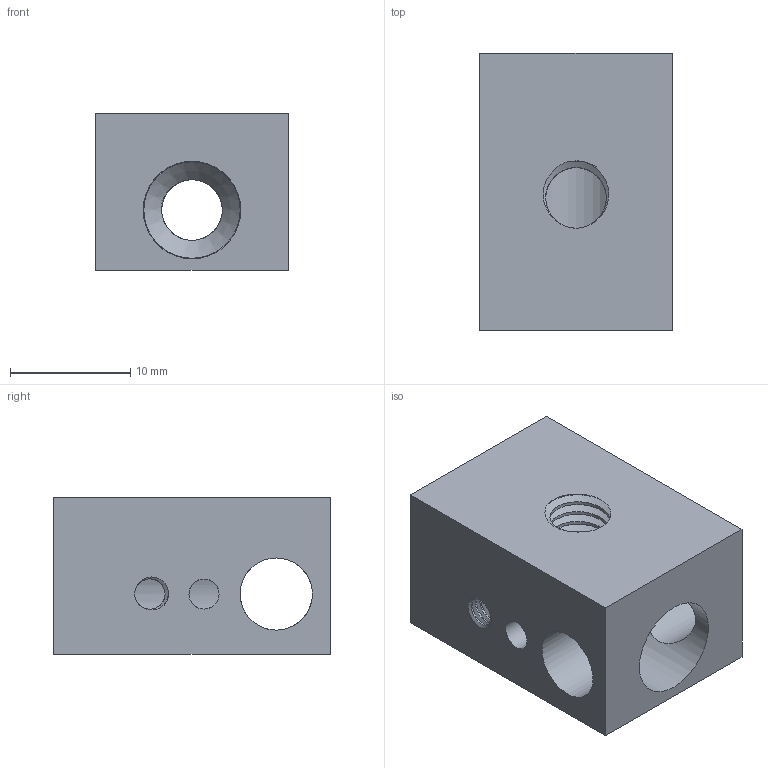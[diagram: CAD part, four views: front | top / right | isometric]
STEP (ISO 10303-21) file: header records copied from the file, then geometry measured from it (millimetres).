
FILE_DESCRIPTION(/* description */ (''),/* implementation_level */ '2;1');
FILE_NAME(/* name */ 'Hotend block main body.step',/* time_stamp */ '2022-05-24T02:02:16-04:00',/* author */ (''),/* organization */ (''),/* preprocessor_version */ 'ST-DEVELOPER v18.1',/* originating_system */ 'Autodesk Translation Framework v10.14.0.1471',/* authorisation */ '');
FILE_SCHEMA (('AUTOMOTIVE_DESIGN { 1 0 10303 214 3 1 1 }'));
Length unit declared in the file: millimetre
Products named in the file (1): Hotend block main body
Bounding box: 16 x 23 x 13 mm (x, y, z)
Volume: 3324.8 mm3; surface area: 2482.1 mm2
Topology: 1 solids, 1 shells, 66 faces, 198 edges, 132 vertices
Faces by surface type: cylinder 45, plane 10, bspline 10, cone 1
Full cylindrical faces by diameter (mm): 2.5 x1, 2.529 x2, 3.086 x3, 5.035 x4, 6 x2, 6.147 x2, 8.1 x1
Entity records: 5131 total; most frequent: CARTESIAN_POINT 3550, ORIENTED_EDGE 396, DIRECTION 202, EDGE_CURVE 198, VERTEX_POINT 132, B_SPLINE_CURVE_WITH_KNOTS 128, EDGE_LOOP 76, AXIS2_PLACEMENT_3D 75
